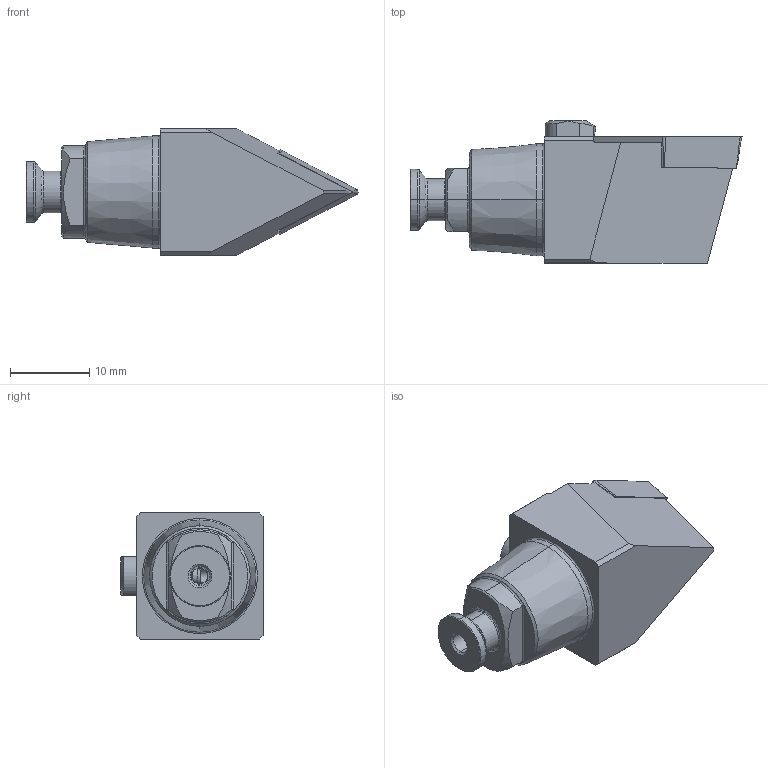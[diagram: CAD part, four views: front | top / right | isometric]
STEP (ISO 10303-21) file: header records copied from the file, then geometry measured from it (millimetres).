
FILE_DESCRIPTION (( 'STEP AP203' ), '1' );
FILE_NAME ('LW4.SDNCN.0025.11.STEP', '2024-08-26T13:38:10', ( '' ), ( '' ), 'SwSTEP 2.0', 'SolidWorks 2022', '' );
FILE_SCHEMA (( 'CONFIG_CONTROL_DESIGN' ));
Length unit declared in the file: millimetre
Products named in the file (7): LWX-ER1.007.002; LW4.SDNCN.0025.11; WCB-ER2.001.009_A; LW4-KDB.NNA.025_A; ISO 14581 - M2x10; DCMT11T304; LW4-U00.ER1.000_B
Assembly tree (6 placements, depth 2):
  LW4.SDNCN.0025.11
    LW4-KDB.NNA.025_A
    LW4-U00.ER1.000_B
    LWX-ER1.007.002
    ISO 14581 - M2x10
    WCB-ER2.001.009_A
    DCMT11T304
Bounding box: 42.01 x 18 x 16 mm (x, y, z)
Volume: 5471.6 mm3; surface area: 3579.6 mm2
Topology: 6 solids, 6 shells, 266 faces, 658 edges, 397 vertices
Faces by surface type: cylinder 82, cone 74, plane 69, torus 23, bspline 16, sphere 2
Entity records: 9231 total; most frequent: CARTESIAN_POINT 2390, ORIENTED_EDGE 1296, DIRECTION 1288, EDGE_CURVE 648, AXIS2_PLACEMENT_3D 521, VERTEX_POINT 397, EDGE_LOOP 279, FACE_OUTER_BOUND 266
